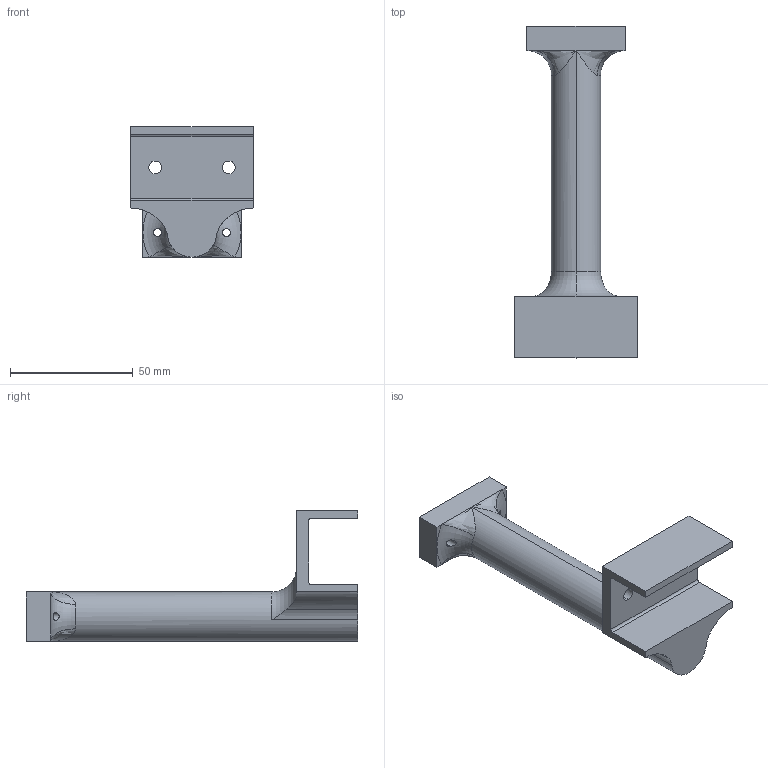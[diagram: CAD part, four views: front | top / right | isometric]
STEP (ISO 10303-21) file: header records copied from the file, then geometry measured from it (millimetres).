
FILE_DESCRIPTION (( 'STEP AP203' ), '1' );
FILE_NAME ('Scrapper holder.STEP', '2024-10-09T16:28:45', ( '' ), ( '' ), 'SwSTEP 2.0', 'SolidWorks 2024', '' );
FILE_SCHEMA (( 'CONFIG_CONTROL_DESIGN' ));
Length unit declared in the file: millimetre
Products named in the file (1): Scrapper holder
Bounding box: 50 x 135 x 53 mm (x, y, z)
Volume: 65857.4 mm3; surface area: 18251.2 mm2
Topology: 1 solids, 1 shells, 42 faces, 113 edges, 69 vertices
Faces by surface type: plane 18, cylinder 16, torus 4, bspline 4
Entity records: 1803 total; most frequent: CARTESIAN_POINT 687, ORIENTED_EDGE 218, DIRECTION 214, EDGE_CURVE 109, AXIS2_PLACEMENT_3D 78, VERTEX_POINT 69, LINE 58, VECTOR 58
